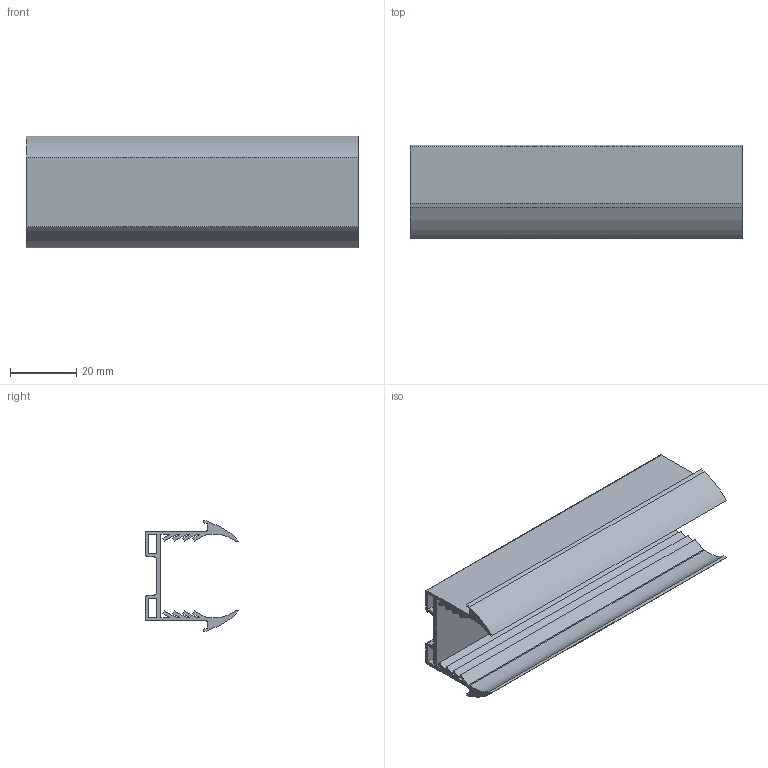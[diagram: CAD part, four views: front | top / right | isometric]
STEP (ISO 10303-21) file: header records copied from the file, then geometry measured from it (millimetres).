
FILE_DESCRIPTION (( 'STEP AP203' ), '1' );
FILE_NAME ('3D_GN6009_27x19_18-121.5_188461620.STEP', '2024-09-23T09:15:12', ( '' ), ( '' ), 'SwSTEP 2.0', 'SolidWorks 2024', '' );
FILE_SCHEMA (( 'CONFIG_CONTROL_DESIGN' ));
Length unit declared in the file: millimetre
Products named in the file (1): 3D_GN6009_27x19_18-121.5_188461620
Bounding box: 100 x 28.1 x 33.67 mm (x, y, z)
Volume: 14964.4 mm3; surface area: 25342.5 mm2
Topology: 1 solids, 1 shells, 76 faces, 222 edges, 148 vertices
Faces by surface type: plane 62, cylinder 10, bspline 4
Entity records: 2587 total; most frequent: CARTESIAN_POINT 491, ORIENTED_EDGE 444, DIRECTION 380, EDGE_CURVE 222, VECTOR 194, LINE 194, VERTEX_POINT 148, AXIS2_PLACEMENT_3D 93
